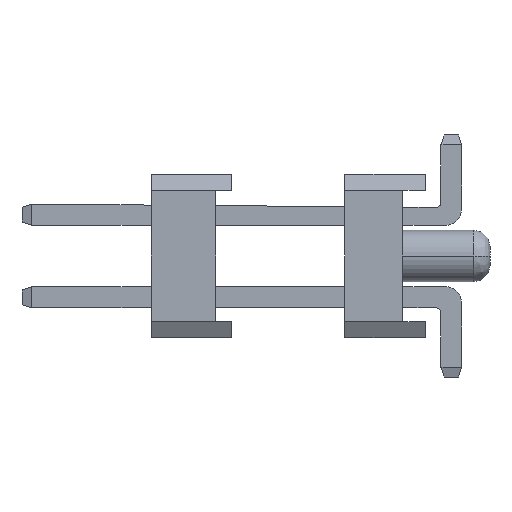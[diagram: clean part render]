
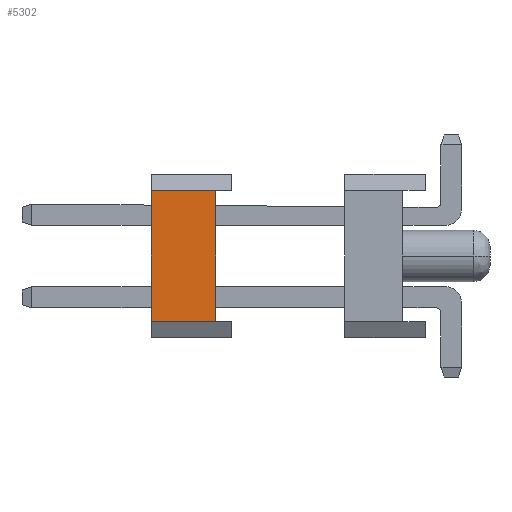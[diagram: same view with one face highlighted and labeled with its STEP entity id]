
A CAD part, left-side view. The second image highlights one B-rep face of the part: STEP entity #5302.
In plain terms, the highlighted planar face has unit normal (-1, 0, 0).
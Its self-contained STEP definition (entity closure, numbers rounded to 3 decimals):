
#793=DIRECTION('',(0.,0.,1.));
#794=VECTOR('',#793,4.041);
#795=CARTESIAN_POINT('',(-5.08,8.5,-2.02));
#796=LINE('',#795,#794);
#1157=DIRECTION('',(0.,1.,0.));
#1158=VECTOR('',#1157,2.);
#1159=CARTESIAN_POINT('',(-5.08,6.5,-2.02));
#1160=LINE('',#1159,#1158);
#1161=DIRECTION('',(0.,1.,0.));
#1162=VECTOR('',#1161,2.);
#1163=CARTESIAN_POINT('',(-5.08,6.5,2.02));
#1164=LINE('',#1163,#1162);
#1165=DIRECTION('',(0.,0.,1.));
#1166=VECTOR('',#1165,4.041);
#1167=CARTESIAN_POINT('',(-5.08,6.5,-2.02));
#1168=LINE('',#1167,#1166);
#3341=CARTESIAN_POINT('',(-5.08,8.5,-2.02));
#3343=VERTEX_POINT('',#3341);
#3346=CARTESIAN_POINT('',(-5.08,8.5,2.02));
#3348=VERTEX_POINT('',#3346);
#4105=CARTESIAN_POINT('',(-5.08,6.5,-2.02));
#4106=VERTEX_POINT('',#4105);
#4107=CARTESIAN_POINT('',(-5.08,6.5,2.02));
#4108=VERTEX_POINT('',#4107);
#5290=CARTESIAN_POINT('',(-5.08,0.,-2.54));
#5291=DIRECTION('',(-1.,0.,0.));
#5292=DIRECTION('',(0.,0.,1.));
#5293=AXIS2_PLACEMENT_3D('',#5290,#5291,#5292);
#5294=PLANE('',#5293);
#5295=ORIENTED_EDGE('',*,*,#4745,.T.);
#5296=ORIENTED_EDGE('',*,*,#4995,.T.);
#5298=ORIENTED_EDGE('',*,*,#5297,.F.);
#5299=ORIENTED_EDGE('',*,*,#5150,.F.);
#5300=EDGE_LOOP('',(#5295,#5296,#5298,#5299));
#5301=FACE_OUTER_BOUND('',#5300,.F.);
#4745=EDGE_CURVE('',#4106,#3343,#1160,.T.);
#4995=EDGE_CURVE('',#3343,#3348,#796,.T.);
#5150=EDGE_CURVE('',#4106,#4108,#1168,.T.);
#5297=EDGE_CURVE('',#4108,#3348,#1164,.T.);
#5302=ADVANCED_FACE('',(#5301),#5294,.T.);
